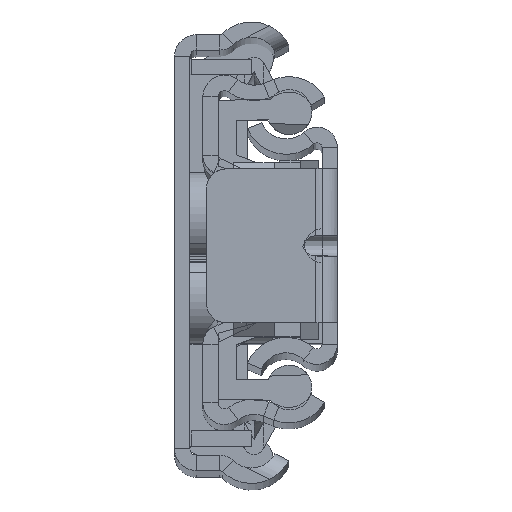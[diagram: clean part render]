
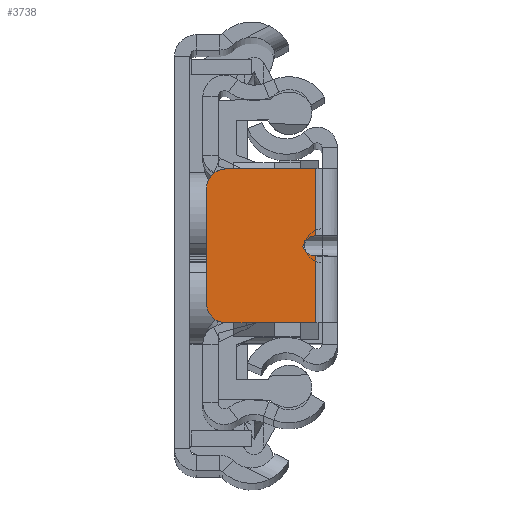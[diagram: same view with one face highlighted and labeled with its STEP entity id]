
A CAD part, top view. The second image highlights one B-rep face of the part: STEP entity #3738.
In plain terms, the highlighted planar face has unit normal (0, 0, 1).
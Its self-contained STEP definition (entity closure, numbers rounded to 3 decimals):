
#84 = CARTESIAN_POINT ( 'NONE',  ( -1.7, 0.79, 0. ) ) ;
#221 = EDGE_LOOP ( 'NONE', ( #1165, #1682, #20176, #14213, #13521, #18830, #12051, #13200 ) ) ;
#332 = CARTESIAN_POINT ( 'NONE',  ( 0., -6., 0. ) ) ;
#440 = CARTESIAN_POINT ( 'NONE',  ( -8.7, -6., 0. ) ) ;
#1165 = ORIENTED_EDGE ( 'NONE', *, *, #14551, .T. ) ;
#1682 = ORIENTED_EDGE ( 'NONE', *, *, #8373, .T. ) ;
#1783 = VECTOR ( 'NONE', #4278, 1000. ) ;
#2175 = CARTESIAN_POINT ( 'NONE',  ( -1.7, 6., 0. ) ) ;
#2648 = DIRECTION ( 'NONE',  ( 0., -1., 0. ) ) ;
#3209 = EDGE_CURVE ( 'NONE', #22218, #6772, #17496, .T. ) ;
#3264 = EDGE_CURVE ( 'NONE', #6628, #6745, #10685, .T. ) ;
#3738 = ADVANCED_FACE ( 'NONE', ( #22406 ), #18945, .F. ) ;
#3800 = CARTESIAN_POINT ( 'NONE',  ( -10.2, 0., 0. ) ) ;
#4278 = DIRECTION ( 'NONE',  ( -1., 0., 0. ) ) ;
#5327 = CIRCLE ( 'NONE', #7315, 1.5 ) ;
#5558 = VERTEX_POINT ( 'NONE', #16421 ) ;
#5561 = CARTESIAN_POINT ( 'NONE',  ( -8.7, 6., 0. ) ) ;
#5589 = DIRECTION ( 'NONE',  ( -1., 0., 0. ) ) ;
#5623 = VERTEX_POINT ( 'NONE', #5561 ) ;
#5663 = CARTESIAN_POINT ( 'NONE',  ( -1.7, -0.79, 0. ) ) ;
#6288 = CARTESIAN_POINT ( 'NONE',  ( -1.7, -6., 0. ) ) ;
#6628 = VERTEX_POINT ( 'NONE', #16427 ) ;
#6745 = VERTEX_POINT ( 'NONE', #6288 ) ;
#6772 = VERTEX_POINT ( 'NONE', #17524 ) ;
#7315 = AXIS2_PLACEMENT_3D ( 'NONE', #10703, #22087, #12664 ) ;
#7455 = CARTESIAN_POINT ( 'NONE',  ( 0., 0., 0. ) ) ;
#8373 = EDGE_CURVE ( 'NONE', #5623, #5558, #8858, .T. ) ;
#8858 = CIRCLE ( 'NONE', #13197, 1.5 ) ;
#9099 = DIRECTION ( 'NONE',  ( 0., -1., 0. ) ) ;
#9848 = EDGE_CURVE ( 'NONE', #5558, #18142, #20516, .T. ) ;
#10208 = VECTOR ( 'NONE', #22850, 1000. ) ;
#10649 =( BOUNDED_CURVE ( )  B_SPLINE_CURVE ( 3, ( #5663, #22952, #13065, #84 ),
 .UNSPECIFIED., .F., .T. ) 
 B_SPLINE_CURVE_WITH_KNOTS ( ( 4, 4 ),
 ( 4.83, 7.736 ),
 .UNSPECIFIED. ) 
 CURVE ( )  GEOMETRIC_REPRESENTATION_ITEM ( )  RATIONAL_B_SPLINE_CURVE ( ( 1., 0.412, 0.412, 1. ) ) 
 REPRESENTATION_ITEM ( '' )  );
#10685 = LINE ( 'NONE', #16234, #14698 ) ;
#10703 = CARTESIAN_POINT ( 'NONE',  ( -8.7, -4.5, 0. ) ) ;
#12051 = ORIENTED_EDGE ( 'NONE', *, *, #22274, .T. ) ;
#12664 = DIRECTION ( 'NONE',  ( -1., 0., 0. ) ) ;
#13065 = CARTESIAN_POINT ( 'NONE',  ( -3.497, 0.64, 0. ) ) ;
#13197 = AXIS2_PLACEMENT_3D ( 'NONE', #21762, #23364, #23857 ) ;
#13200 = ORIENTED_EDGE ( 'NONE', *, *, #3209, .F. ) ;
#13420 = LINE ( 'NONE', #332, #10208 ) ;
#13521 = ORIENTED_EDGE ( 'NONE', *, *, #23351, .T. ) ;
#14213 = ORIENTED_EDGE ( 'NONE', *, *, #14748, .T. ) ;
#14551 = EDGE_CURVE ( 'NONE', #22218, #5623, #19375, .T. ) ;
#14698 = VECTOR ( 'NONE', #9099, 1000. ) ;
#14748 = EDGE_CURVE ( 'NONE', #18142, #16025, #5327, .T. ) ;
#14971 = DIRECTION ( 'NONE',  ( 0., 0., -1. ) ) ;
#15577 = CARTESIAN_POINT ( 'NONE',  ( -10.2, -4.5, 0. ) ) ;
#15859 = VECTOR ( 'NONE', #24112, 1000. ) ;
#16025 = VERTEX_POINT ( 'NONE', #440 ) ;
#16234 = CARTESIAN_POINT ( 'NONE',  ( -1.7, -6., 0. ) ) ;
#16421 = CARTESIAN_POINT ( 'NONE',  ( -10.2, 4.5, 0. ) ) ;
#16427 = CARTESIAN_POINT ( 'NONE',  ( -1.7, -0.79, 0. ) ) ;
#17489 = VECTOR ( 'NONE', #2648, 1000. ) ;
#17496 = LINE ( 'NONE', #19592, #17489 ) ;
#17524 = CARTESIAN_POINT ( 'NONE',  ( -1.7, 0.79, 0. ) ) ;
#18142 = VERTEX_POINT ( 'NONE', #15577 ) ;
#18830 = ORIENTED_EDGE ( 'NONE', *, *, #3264, .F. ) ;
#18945 = PLANE ( 'NONE',  #20260 ) ;
#19153 = CARTESIAN_POINT ( 'NONE',  ( 0., 6., 0. ) ) ;
#19375 = LINE ( 'NONE', #19153, #1783 ) ;
#19592 = CARTESIAN_POINT ( 'NONE',  ( -1.7, -6., 0. ) ) ;
#20176 = ORIENTED_EDGE ( 'NONE', *, *, #9848, .T. ) ;
#20260 = AXIS2_PLACEMENT_3D ( 'NONE', #7455, #14971, #5589 ) ;
#20516 = LINE ( 'NONE', #3800, #15859 ) ;
#21762 = CARTESIAN_POINT ( 'NONE',  ( -8.7, 4.5, 0. ) ) ;
#22087 = DIRECTION ( 'NONE',  ( 0., 0., 1. ) ) ;
#22218 = VERTEX_POINT ( 'NONE', #2175 ) ;
#22274 = EDGE_CURVE ( 'NONE', #6628, #6772, #10649, .T. ) ;
#22406 = FACE_OUTER_BOUND ( 'NONE', #221, .T. ) ;
#22850 = DIRECTION ( 'NONE',  ( 1., 0., 0. ) ) ;
#22952 = CARTESIAN_POINT ( 'NONE',  ( -3.497, -0.64, 0. ) ) ;
#23351 = EDGE_CURVE ( 'NONE', #16025, #6745, #13420, .T. ) ;
#23364 = DIRECTION ( 'NONE',  ( 0., 0., 1. ) ) ;
#23857 = DIRECTION ( 'NONE',  ( -1., 0., 0. ) ) ;
#24112 = DIRECTION ( 'NONE',  ( 0., -1., 0. ) ) ;
